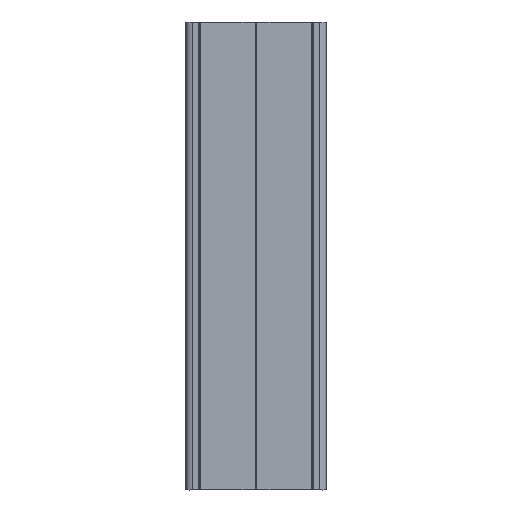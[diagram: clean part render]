
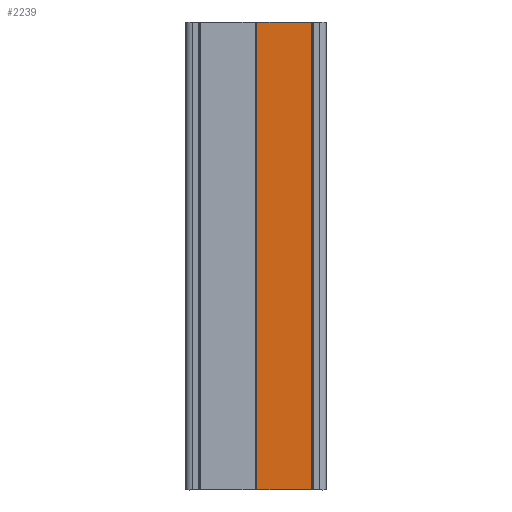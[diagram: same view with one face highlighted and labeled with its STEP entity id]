
A CAD part, top view. The second image highlights one B-rep face of the part: STEP entity #2239.
In plain terms, the highlighted planar face has unit normal (0, 0, 1).
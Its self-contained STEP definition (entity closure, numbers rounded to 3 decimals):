
#44 = EDGE_LOOP ( 'NONE', ( #120, #3365, #1187, #2034 ) ) ;
#88 = VECTOR ( 'NONE', #3318, 1000. ) ;
#120 = ORIENTED_EDGE ( 'NONE', *, *, #2055, .T. ) ;
#173 = LINE ( 'NONE', #724, #1625 ) ;
#269 = EDGE_CURVE ( 'NONE', #2739, #2722, #1596, .T. ) ;
#351 = DIRECTION ( 'NONE',  ( 1., 0., 0. ) ) ;
#640 = CARTESIAN_POINT ( 'NONE',  ( 0., 200., 30. ) ) ;
#724 = CARTESIAN_POINT ( 'NONE',  ( 0.4, 0., 30. ) ) ;
#851 = EDGE_CURVE ( 'NONE', #1193, #2259, #887, .T. ) ;
#862 = CARTESIAN_POINT ( 'NONE',  ( 23.6, 0., 30. ) ) ;
#887 = LINE ( 'NONE', #2998, #88 ) ;
#1013 = CARTESIAN_POINT ( 'NONE',  ( 0.4, 200., 30. ) ) ;
#1117 = VECTOR ( 'NONE', #351, 1000. ) ;
#1187 = ORIENTED_EDGE ( 'NONE', *, *, #2529, .F. ) ;
#1193 = VERTEX_POINT ( 'NONE', #1013 ) ;
#1248 = DIRECTION ( 'NONE',  ( 1., 0., 0. ) ) ;
#1596 = LINE ( 'NONE', #862, #2287 ) ;
#1625 = VECTOR ( 'NONE', #1927, 1000. ) ;
#1842 = AXIS2_PLACEMENT_3D ( 'NONE', #3423, #3644, #1248 ) ;
#1927 = DIRECTION ( 'NONE',  ( 1., 0., 0. ) ) ;
#2034 = ORIENTED_EDGE ( 'NONE', *, *, #851, .T. ) ;
#2055 = EDGE_CURVE ( 'NONE', #2259, #2739, #173, .T. ) ;
#2239 = ADVANCED_FACE ( 'NONE', ( #2447 ), #2472, .T. ) ;
#2255 = CARTESIAN_POINT ( 'NONE',  ( 23.6, 200., 30. ) ) ;
#2259 = VERTEX_POINT ( 'NONE', #3722 ) ;
#2287 = VECTOR ( 'NONE', #3313, 1000. ) ;
#2447 = FACE_OUTER_BOUND ( 'NONE', #44, .T. ) ;
#2472 = PLANE ( 'NONE',  #1842 ) ;
#2529 = EDGE_CURVE ( 'NONE', #1193, #2722, #2768, .T. ) ;
#2722 = VERTEX_POINT ( 'NONE', #2255 ) ;
#2739 = VERTEX_POINT ( 'NONE', #3750 ) ;
#2768 = LINE ( 'NONE', #640, #1117 ) ;
#2998 = CARTESIAN_POINT ( 'NONE',  ( 0.4, 0., 30. ) ) ;
#3313 = DIRECTION ( 'NONE',  ( 0., 1., 0. ) ) ;
#3318 = DIRECTION ( 'NONE',  ( 0., -1., 0. ) ) ;
#3365 = ORIENTED_EDGE ( 'NONE', *, *, #269, .T. ) ;
#3423 = CARTESIAN_POINT ( 'NONE',  ( 0.4, 0., 30. ) ) ;
#3644 = DIRECTION ( 'NONE',  ( 0., 0., 1. ) ) ;
#3722 = CARTESIAN_POINT ( 'NONE',  ( 0.4, 0., 30. ) ) ;
#3750 = CARTESIAN_POINT ( 'NONE',  ( 23.6, 0., 30. ) ) ;
